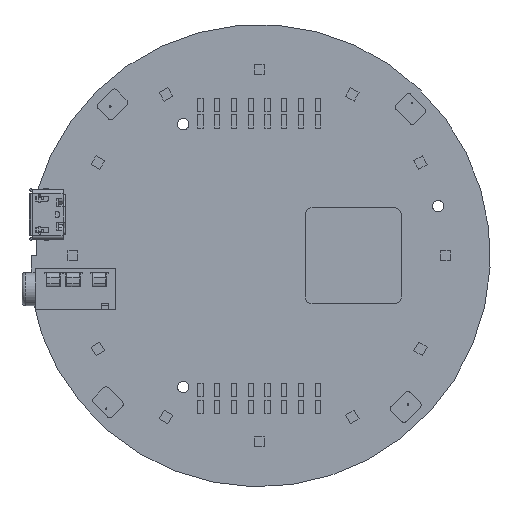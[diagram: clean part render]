
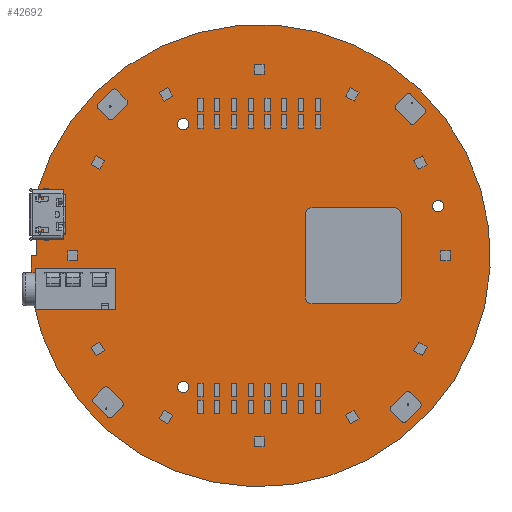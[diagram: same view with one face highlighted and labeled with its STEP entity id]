
A CAD part, front view. The second image highlights one B-rep face of the part: STEP entity #42692.
In plain terms, the highlighted planar face has unit normal (0, -1, 0).
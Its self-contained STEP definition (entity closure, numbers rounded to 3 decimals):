
#2137=PLANE('',#47042);
#2587=FACE_BOUND('',#16917,.T.);
#2588=FACE_BOUND('',#16918,.T.);
#2589=FACE_BOUND('',#16919,.T.);
#6457=LINE('',#72842,#10936);
#6465=LINE('',#72870,#10944);
#6466=LINE('',#72875,#10945);
#10936=VECTOR('',#58338,10.);
#10944=VECTOR('',#58366,10.);
#10945=VECTOR('',#58375,10.);
#14312=FACE_OUTER_BOUND('',#16916,.T.);
#16916=EDGE_LOOP('',(#38909,#38910,#38911,#38912));
#16917=EDGE_LOOP('',(#38913));
#16918=EDGE_LOOP('',(#38914));
#16919=EDGE_LOOP('',(#38915));
#18517=CIRCLE('',#47030,0.85);
#18519=CIRCLE('',#47033,0.85);
#18521=CIRCLE('',#47036,0.85);
#18523=CIRCLE('',#47040,35.);
#21816=VERTEX_POINT('',#72839);
#21817=VERTEX_POINT('',#72841);
#21818=VERTEX_POINT('',#72845);
#21820=VERTEX_POINT('',#72851);
#21822=VERTEX_POINT('',#72857);
#21824=VERTEX_POINT('',#72863);
#21827=VERTEX_POINT('',#72868);
#27582=EDGE_CURVE('',#21817,#21816,#6457,.T.);
#27584=EDGE_CURVE('',#21818,#21818,#18517,.T.);
#27587=EDGE_CURVE('',#21820,#21820,#18519,.T.);
#27590=EDGE_CURVE('',#21822,#21822,#18521,.T.);
#27596=EDGE_CURVE('',#21824,#21827,#6465,.T.);
#27597=EDGE_CURVE('',#21827,#21817,#18523,.T.);
#27599=EDGE_CURVE('',#21816,#21824,#6466,.T.);
#38909=ORIENTED_EDGE('',*,*,#27599,.T.);
#38910=ORIENTED_EDGE('',*,*,#27596,.T.);
#38911=ORIENTED_EDGE('',*,*,#27597,.T.);
#38912=ORIENTED_EDGE('',*,*,#27582,.T.);
#38913=ORIENTED_EDGE('',*,*,#27590,.T.);
#38914=ORIENTED_EDGE('',*,*,#27587,.T.);
#38915=ORIENTED_EDGE('',*,*,#27584,.T.);
#42692=ADVANCED_FACE('',(#14312,#2587,#2588,#2589),#2137,.T.);
#47030=AXIS2_PLACEMENT_3D('',#72846,#58342,#58343);
#47033=AXIS2_PLACEMENT_3D('',#72852,#58349,#58350);
#47036=AXIS2_PLACEMENT_3D('',#72858,#58356,#58357);
#47040=AXIS2_PLACEMENT_3D('',#72872,#58369,#58370);
#47042=AXIS2_PLACEMENT_3D('',#72874,#58373,#58374);
#58338=DIRECTION('',(0.,0.,-1.));
#58342=DIRECTION('center_axis',(0.,1.,0.));
#58343=DIRECTION('ref_axis',(1.,0.,0.));
#58349=DIRECTION('center_axis',(0.,1.,0.));
#58350=DIRECTION('ref_axis',(1.,0.,0.));
#58356=DIRECTION('center_axis',(0.,1.,0.));
#58357=DIRECTION('ref_axis',(1.,0.,0.));
#58366=DIRECTION('',(0.,0.,-1.));
#58369=DIRECTION('center_axis',(0.,-1.,0.));
#58370=DIRECTION('ref_axis',(1.,0.,0.));
#58373=DIRECTION('center_axis',(0.,-1.,0.));
#58374=DIRECTION('ref_axis',(-1.,0.,0.));
#58375=DIRECTION('',(-1.,0.,0.));
#72839=CARTESIAN_POINT('',(-51.529,0.,-151.467));
#72841=CARTESIAN_POINT('',(-51.529,0.,-141.967));
#72842=CARTESIAN_POINT('',(-51.529,0.,-146.717));
#72845=CARTESIAN_POINT('',(-30.193,0.,-131.567));
#72846=CARTESIAN_POINT('Origin',(-29.343,0.,-131.567));
#72851=CARTESIAN_POINT('',(8.407,0.,-143.967));
#72852=CARTESIAN_POINT('Origin',(9.257,0.,-143.967));
#72857=CARTESIAN_POINT('',(-30.193,0.,-171.367));
#72858=CARTESIAN_POINT('Origin',(-29.343,0.,-171.367));
#72863=CARTESIAN_POINT('',(-52.343,0.,-151.467));
#72868=CARTESIAN_POINT('',(-52.343,0.,-157.362));
#72870=CARTESIAN_POINT('',(-52.343,0.,-148.52));
#72872=CARTESIAN_POINT('Origin',(-17.843,0.,-151.467));
#72874=CARTESIAN_POINT('Origin',(-17.843,0.,-151.467));
#72875=CARTESIAN_POINT('',(-34.686,0.,-151.467));
